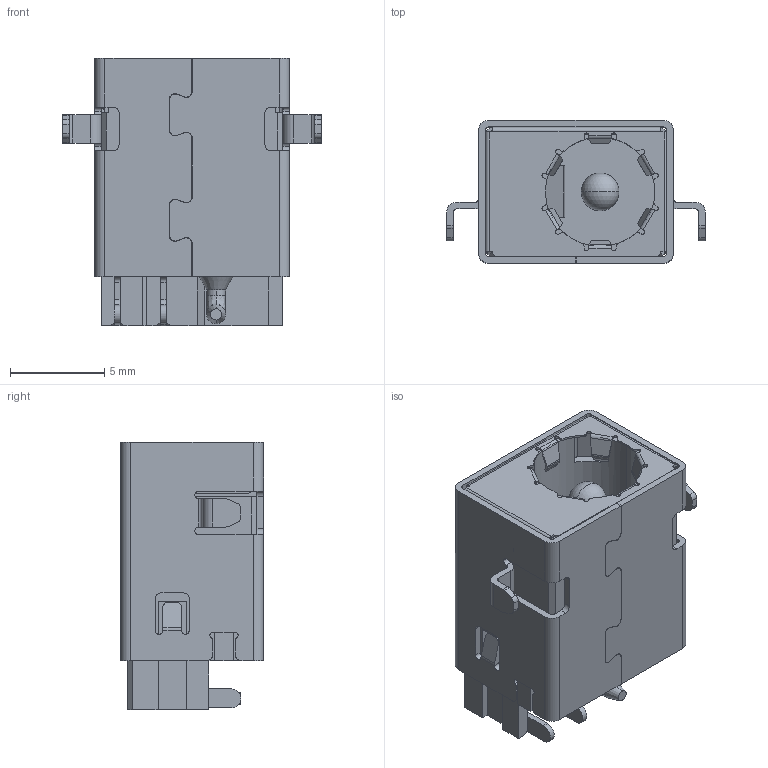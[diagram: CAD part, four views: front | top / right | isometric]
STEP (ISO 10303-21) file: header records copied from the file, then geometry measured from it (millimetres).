
FILE_DESCRIPTION (( 'STEP AP203' ), '1' );
FILE_NAME ('54-00255_revA.STEP', '2020-10-01T18:43:36', ( '' ), ( '' ), 'SwSTEP 2.0', 'SolidWorks 2015', '' );
FILE_SCHEMA (( 'CONFIG_CONTROL_DESIGN' ));
Length unit declared in the file: millimetre
Products named in the file (8): 54-00255_Pin holder; 54-00255_Front plate; 54-00255_Spring contact; 54-00255_Spring; 54-00255_Shell; 54-00255_revA; 54-00255_Insulator; 54-00255_Center pin
Assembly tree (7 placements, depth 2):
  54-00255_revA
    54-00255_Insulator
    54-00255_Shell
    54-00255_Spring
    54-00255_Spring contact
    54-00255_Center pin
    54-00255_Pin holder
    54-00255_Front plate
Bounding box: 13.75 x 7.6 x 14.2 mm (x, y, z)
Volume: 628.2 mm3; surface area: 2340.2 mm2
Topology: 7 solids, 7 shells, 812 faces, 2187 edges, 1387 vertices
Faces by surface type: plane 462, cylinder 289, bspline 48, cone 11, sphere 2
Entity records: 27012 total; most frequent: CARTESIAN_POINT 5744, ORIENTED_EDGE 4366, DIRECTION 4170, EDGE_CURVE 2183, VECTOR 1520, LINE 1520, VERTEX_POINT 1387, AXIS2_PLACEMENT_3D 1325
